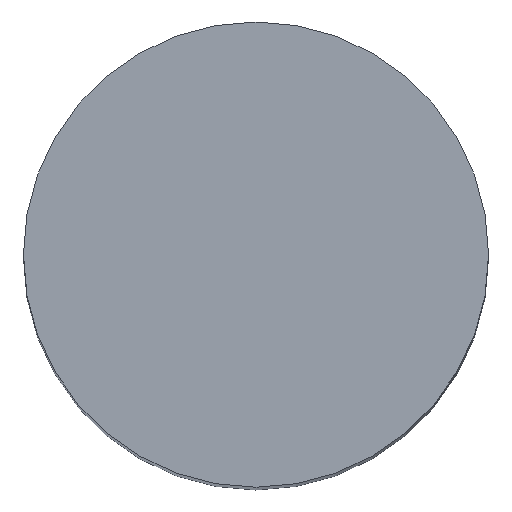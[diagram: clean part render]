
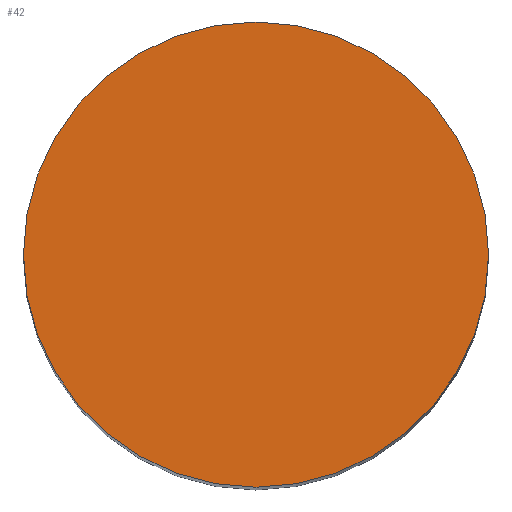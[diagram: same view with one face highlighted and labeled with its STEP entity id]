
A CAD part, top view. The second image highlights one B-rep face of the part: STEP entity #42.
In plain terms, the highlighted planar face has unit normal (0, 0, 1).
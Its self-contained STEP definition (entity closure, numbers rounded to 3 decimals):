
#7 = AXIS2_PLACEMENT_3D ( 'NONE', #104, #113, #13 ) ;
#13 = DIRECTION ( 'NONE',  ( 1., 0., 0. ) ) ;
#16 = PLANE ( 'NONE',  #125 ) ;
#19 = ORIENTED_EDGE ( 'NONE', *, *, #37, .T. ) ;
#22 = VERTEX_POINT ( 'NONE', #61 ) ;
#31 = ORIENTED_EDGE ( 'NONE', *, *, #95, .T. ) ;
#36 = CARTESIAN_POINT ( 'NONE',  ( 0., 0., 8.5 ) ) ;
#37 = EDGE_CURVE ( 'NONE', #22, #100, #74, .T. ) ;
#40 = CARTESIAN_POINT ( 'NONE',  ( 0., 0., 8.5 ) ) ;
#42 = ADVANCED_FACE ( 'NONE', ( #122 ), #16, .T. ) ;
#44 = DIRECTION ( 'NONE',  ( 1., 0., 0. ) ) ;
#55 = DIRECTION ( 'NONE',  ( 0., 0., 1. ) ) ;
#56 = AXIS2_PLACEMENT_3D ( 'NONE', #40, #55, #109 ) ;
#61 = CARTESIAN_POINT ( 'NONE',  ( -2.49, 0., 8.5 ) ) ;
#74 = CIRCLE ( 'NONE', #7, 2.49 ) ;
#85 = DIRECTION ( 'NONE',  ( 0., 0., 1. ) ) ;
#88 = CIRCLE ( 'NONE', #56, 2.49 ) ;
#95 = EDGE_CURVE ( 'NONE', #100, #22, #88, .T. ) ;
#100 = VERTEX_POINT ( 'NONE', #108 ) ;
#104 = CARTESIAN_POINT ( 'NONE',  ( 0., 0., 8.5 ) ) ;
#108 = CARTESIAN_POINT ( 'NONE',  ( 2.49, 0., 8.5 ) ) ;
#109 = DIRECTION ( 'NONE',  ( 1., 0., 0. ) ) ;
#113 = DIRECTION ( 'NONE',  ( 0., 0., 1. ) ) ;
#118 = EDGE_LOOP ( 'NONE', ( #19, #31 ) ) ;
#122 = FACE_OUTER_BOUND ( 'NONE', #118, .T. ) ;
#125 = AXIS2_PLACEMENT_3D ( 'NONE', #36, #85, #44 ) ;
